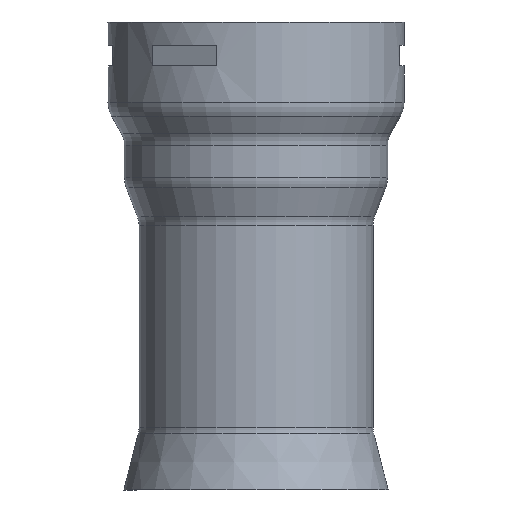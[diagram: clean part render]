
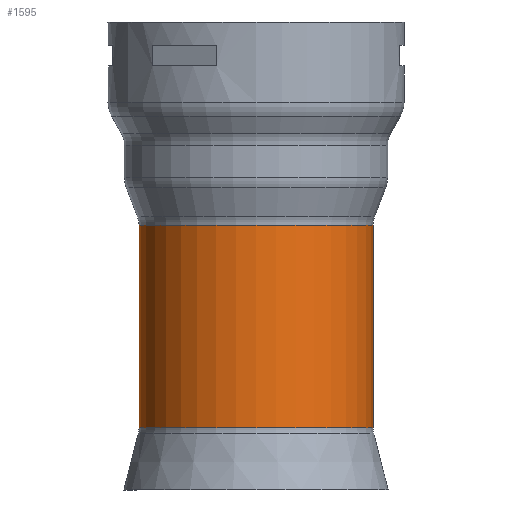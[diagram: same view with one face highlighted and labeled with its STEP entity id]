
A CAD part, front view. The second image highlights one B-rep face of the part: STEP entity #1595.
In plain terms, the highlighted cylindrical face has radius 400 mm (diameter 800 mm), a full revolution.
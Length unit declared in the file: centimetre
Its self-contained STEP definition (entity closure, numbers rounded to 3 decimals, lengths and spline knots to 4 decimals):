
#23=CYLINDRICAL_SURFACE('',#1696,40.);
#48=CIRCLE('',#1694,40.);
#49=CIRCLE('',#1695,40.);
#50=CIRCLE('',#1697,40.);
#51=CIRCLE('',#1698,40.);
#202=FACE_OUTER_BOUND('',#292,.T.);
#292=EDGE_LOOP('',(#1183,#1184,#1185,#1186,#1187,#1188));
#434=LINE('',#2553,#569);
#569=VECTOR('',#2009,40.);
#682=VERTEX_POINT('',#2543);
#683=VERTEX_POINT('',#2545);
#684=VERTEX_POINT('',#2549);
#685=VERTEX_POINT('',#2550);
#864=EDGE_CURVE('',#683,#682,#48,.T.);
#865=EDGE_CURVE('',#682,#683,#49,.T.);
#866=EDGE_CURVE('',#684,#685,#50,.T.);
#867=EDGE_CURVE('',#685,#684,#51,.T.);
#868=EDGE_CURVE('',#685,#683,#434,.T.);
#1183=ORIENTED_EDGE('',*,*,#866,.F.);
#1184=ORIENTED_EDGE('',*,*,#867,.F.);
#1185=ORIENTED_EDGE('',*,*,#868,.T.);
#1186=ORIENTED_EDGE('',*,*,#864,.T.);
#1187=ORIENTED_EDGE('',*,*,#865,.T.);
#1188=ORIENTED_EDGE('',*,*,#868,.F.);
#1595=ADVANCED_FACE('',(#202),#23,.T.);
#1694=AXIS2_PLACEMENT_3D('',#2546,#1999,#2000);
#1695=AXIS2_PLACEMENT_3D('',#2547,#2001,#2002);
#1696=AXIS2_PLACEMENT_3D('',#2548,#2003,#2004);
#1697=AXIS2_PLACEMENT_3D('',#2551,#2005,#2006);
#1698=AXIS2_PLACEMENT_3D('',#2552,#2007,#2008);
#1999=DIRECTION('center_axis',(0.,0.,
1.));
#2000=DIRECTION('ref_axis',(1.,0.,0.));
#2001=DIRECTION('center_axis',(0.,0.,
1.));
#2002=DIRECTION('ref_axis',(1.,0.,0.));
#2003=DIRECTION('center_axis',(0.,0.,
1.));
#2004=DIRECTION('ref_axis',(-1.,0.,0.));
#2005=DIRECTION('center_axis',(0.,0.,
1.));
#2006=DIRECTION('ref_axis',(1.,0.,0.));
#2007=DIRECTION('center_axis',(0.,0.,
1.));
#2008=DIRECTION('ref_axis',(1.,0.,0.));
#2009=DIRECTION('',(0.,0.,-1.));
#2543=CARTESIAN_POINT('',(0.,40.,21.2047));
#2545=CARTESIAN_POINT('',(40.,0.,21.2047));
#2546=CARTESIAN_POINT('Origin',(0.,0.,21.2047));
#2547=CARTESIAN_POINT('Origin',(0.,0.,21.2047));
#2548=CARTESIAN_POINT('Origin',(0.,0.,55.8597));
#2549=CARTESIAN_POINT('',(0.,40.,90.5146));
#2550=CARTESIAN_POINT('',(40.,0.,90.5146));
#2551=CARTESIAN_POINT('Origin',(0.,0.,
90.5146));
#2552=CARTESIAN_POINT('Origin',(0.,0.,
90.5146));
#2553=CARTESIAN_POINT('',(40.,0.,55.8597));
